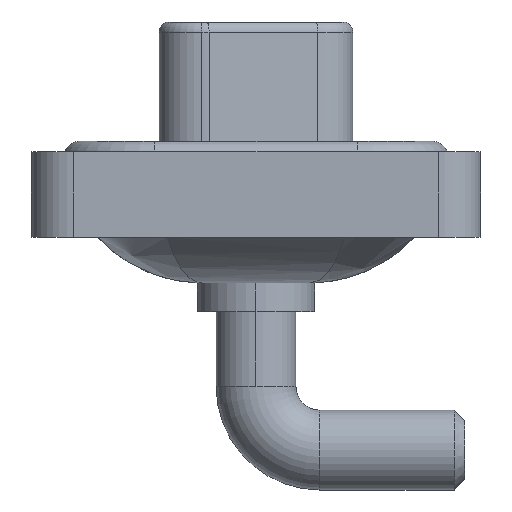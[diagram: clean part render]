
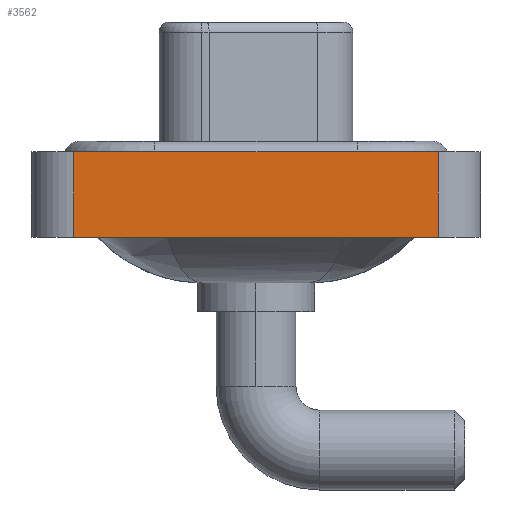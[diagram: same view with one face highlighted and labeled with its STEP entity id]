
A CAD part, left-side view. The second image highlights one B-rep face of the part: STEP entity #3562.
In plain terms, the highlighted planar face has unit normal (-1, 0, 0).
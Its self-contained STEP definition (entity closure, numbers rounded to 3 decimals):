
#127 = ORIENTED_EDGE ( 'NONE', *, *, #497, .F. ) ;
#497 = EDGE_CURVE ( 'NONE', #4164, #9570, #9948, .T. ) ;
#1296 = VERTEX_POINT ( 'NONE', #4459 ) ;
#1399 = PLANE ( 'NONE',  #4201 ) ;
#1560 = DIRECTION ( 'NONE',  ( -1., 0., 0. ) ) ;
#2608 = CARTESIAN_POINT ( 'NONE',  ( -7.3, -8.55, 0.4 ) ) ;
#2617 = CARTESIAN_POINT ( 'NONE',  ( -7.3, 8.55, -3.6 ) ) ;
#3402 = ORIENTED_EDGE ( 'NONE', *, *, #14539, .T. ) ;
#3438 = CARTESIAN_POINT ( 'NONE',  ( -7.3, 8.55, -3.6 ) ) ;
#3526 = DIRECTION ( 'NONE',  ( 0., 0., 1. ) ) ;
#3562 = ADVANCED_FACE ( 'NONE', ( #13001 ), #1399, .T. ) ;
#3833 = CARTESIAN_POINT ( 'NONE',  ( -7.3, -8.55, -3.6 ) ) ;
#4164 = VERTEX_POINT ( 'NONE', #2617 ) ;
#4201 = AXIS2_PLACEMENT_3D ( 'NONE', #8994, #1560, #10168 ) ;
#4228 = DIRECTION ( 'NONE',  ( 0., 0., 1. ) ) ;
#4459 = CARTESIAN_POINT ( 'NONE',  ( -7.3, -8.55, -3.6 ) ) ;
#4627 = VECTOR ( 'NONE', #3526, 1000. ) ;
#6725 = VECTOR ( 'NONE', #12395, 1000. ) ;
#8168 = EDGE_CURVE ( 'NONE', #4164, #1296, #9802, .T. ) ;
#8611 = ORIENTED_EDGE ( 'NONE', *, *, #8168, .T. ) ;
#8817 = LINE ( 'NONE', #3833, #16170 ) ;
#8994 = CARTESIAN_POINT ( 'NONE',  ( -7.3, -8.55, -3.6 ) ) ;
#9366 = EDGE_CURVE ( 'NONE', #9570, #13981, #12644, .T. ) ;
#9570 = VERTEX_POINT ( 'NONE', #15298 ) ;
#9657 = ORIENTED_EDGE ( 'NONE', *, *, #9366, .F. ) ;
#9802 = LINE ( 'NONE', #13396, #6725 ) ;
#9948 = LINE ( 'NONE', #3438, #4627 ) ;
#10168 = DIRECTION ( 'NONE',  ( 0., 0., 1. ) ) ;
#11381 = DIRECTION ( 'NONE',  ( 0., -1., 0. ) ) ;
#11552 = CARTESIAN_POINT ( 'NONE',  ( -7.3, -8.55, 0.4 ) ) ;
#12372 = VECTOR ( 'NONE', #11381, 1000. ) ;
#12395 = DIRECTION ( 'NONE',  ( 0., -1., 0. ) ) ;
#12644 = LINE ( 'NONE', #11552, #12372 ) ;
#12717 = EDGE_LOOP ( 'NONE', ( #3402, #9657, #127, #8611 ) ) ;
#13001 = FACE_OUTER_BOUND ( 'NONE', #12717, .T. ) ;
#13396 = CARTESIAN_POINT ( 'NONE',  ( -7.3, -8.55, -3.6 ) ) ;
#13981 = VERTEX_POINT ( 'NONE', #2608 ) ;
#14539 = EDGE_CURVE ( 'NONE', #1296, #13981, #8817, .T. ) ;
#15298 = CARTESIAN_POINT ( 'NONE',  ( -7.3, 8.55, 0.4 ) ) ;
#16170 = VECTOR ( 'NONE', #4228, 1000. ) ;
